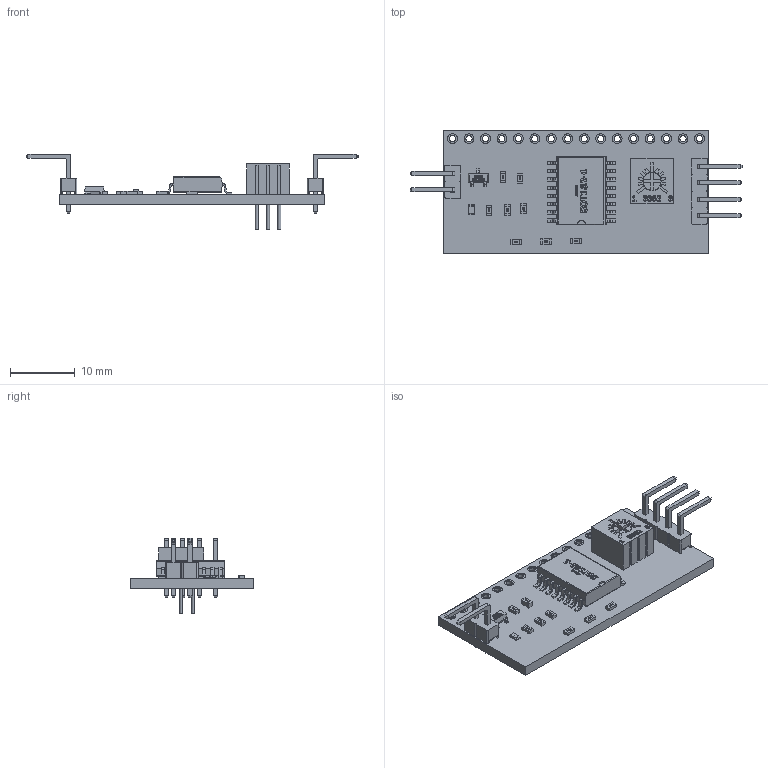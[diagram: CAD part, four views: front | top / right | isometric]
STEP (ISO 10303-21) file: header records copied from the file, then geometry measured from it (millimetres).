
FILE_DESCRIPTION(/* description */ (''),/* implementation_level */ '2;1');
FILE_NAME(/* name */ 'LCDPCF8574.stp',/* time_stamp */ '2018-10-22T06:13:40+03:00',/* author */ ('User'),/* organization */ (''),/* preprocessor_version */ 'ST-DEVELOPER v17.2',/* originating_system */ 'Autodesk Inventor 2019',/* authorisation */ '');
FILE_SCHEMA (('AUTOMOTIVE_DESIGN { 1 0 10303 214 3 1 1 }'));
Length unit declared in the file: millimetre
Products named in the file (10): LCDPCF8574; PCB; PLS-02R2; PLS-04R2; SOT162-1Package; smd-capacitor-0603; smd-resistor-0603; smd-led-0603; 3362T; SOT23-3
Assembly tree (15 placements, depth 2):
  LCDPCF8574
    PCB
    PLS-02R2
    PLS-04R2
    SOT162-1Package
    smd-capacitor-0603
    smd-resistor-0603  x7
    smd-led-0603
    3362T
    SOT23-3
Bounding box: 51.22 x 19 x 11.66 mm (x, y, z)
Volume: 1766.6 mm3; surface area: 3234.4 mm2
Topology: 128 solids, 128 shells, 2092 faces, 5079 edges, 3369 vertices
Faces by surface type: plane 1348, bspline 453, cylinder 291
Full cylindrical faces by diameter (mm): 0.46 x3, 0.95 x66, 1.5 x88, 2.77 x2
Entity records: 50936 total; most frequent: CARTESIAN_POINT 13979, ORIENTED_EDGE 7854, DIRECTION 6337, EDGE_CURVE 3927, LINE 2621, VECTOR 2621, VERTEX_POINT 2601, AXIS2_PLACEMENT_3D 1858
